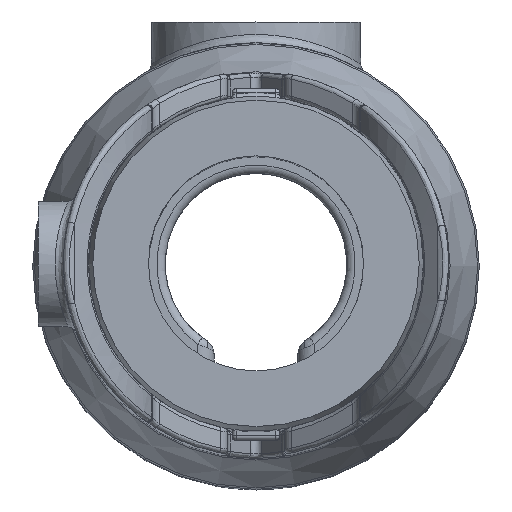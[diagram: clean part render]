
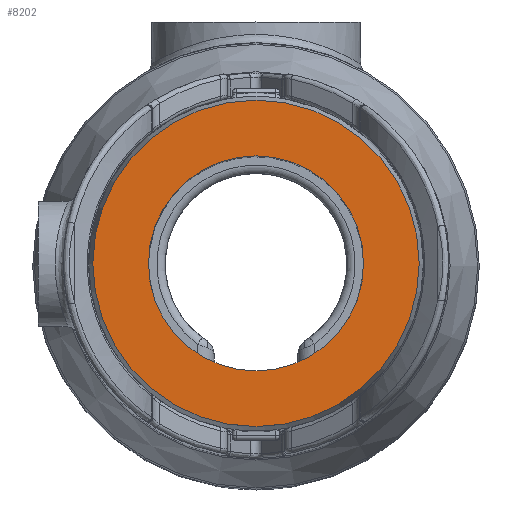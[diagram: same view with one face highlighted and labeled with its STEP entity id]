
A CAD part, top view. The second image highlights one B-rep face of the part: STEP entity #8202.
In plain terms, the highlighted planar face has unit normal (0, 0, 1).
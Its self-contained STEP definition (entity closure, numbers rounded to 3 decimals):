
#83=FACE_BOUND('',#1631,.T.);
#317=PLANE('',#8856);
#701=CIRCLE('',#8850,19.5);
#704=CIRCLE('',#8857,12.85);
#1141=FACE_OUTER_BOUND('',#1630,.T.);
#1630=EDGE_LOOP('',(#7227));
#1631=EDGE_LOOP('',(#7228));
#3772=VERTEX_POINT('',#20703);
#3775=VERTEX_POINT('',#20717);
#4965=EDGE_CURVE('',#3772,#3772,#701,.T.);
#4971=EDGE_CURVE('',#3775,#3775,#704,.F.);
#7227=ORIENTED_EDGE('',*,*,#4965,.T.);
#7228=ORIENTED_EDGE('',*,*,#4971,.T.);
#8202=ADVANCED_FACE('',(#1141,#83),#317,.T.);
#8850=AXIS2_PLACEMENT_3D('',#20705,#10446,#10447);
#8856=AXIS2_PLACEMENT_3D('',#20716,#10461,#10462);
#8857=AXIS2_PLACEMENT_3D('',#20718,#10463,#10464);
#10446=DIRECTION('center_axis',(0.,0.,1.));
#10447=DIRECTION('ref_axis',(0.,-1.,0.));
#10461=DIRECTION('center_axis',(0.,0.,1.));
#10462=DIRECTION('ref_axis',(-1.,0.,0.));
#10463=DIRECTION('center_axis',(0.,0.,1.));
#10464=DIRECTION('ref_axis',(1.,0.,0.));
#20703=CARTESIAN_POINT('',(0.,19.5,228.));
#20705=CARTESIAN_POINT('Origin',(0.,0.,228.));
#20716=CARTESIAN_POINT('Origin',(0.,0.,228.));
#20717=CARTESIAN_POINT('',(-12.85,0.,228.));
#20718=CARTESIAN_POINT('Origin',(0.,0.,228.));
